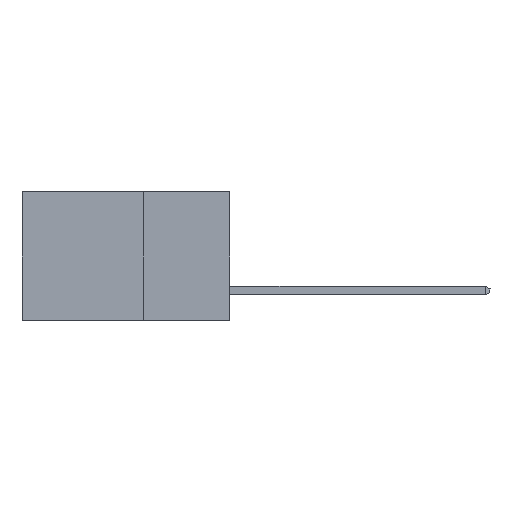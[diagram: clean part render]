
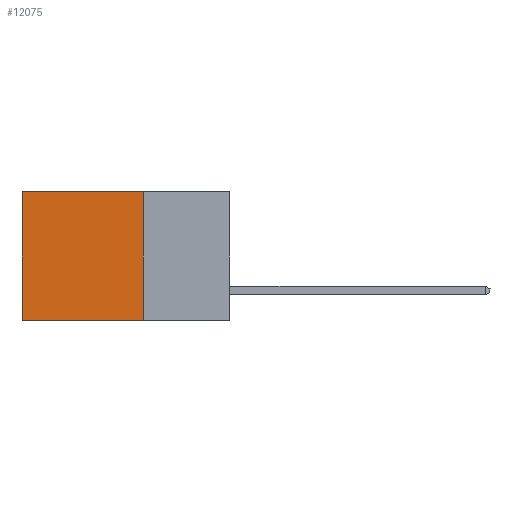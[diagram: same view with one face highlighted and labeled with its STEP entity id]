
A CAD part, left-side view. The second image highlights one B-rep face of the part: STEP entity #12075.
In plain terms, the highlighted planar face has unit normal (-1, 0, 0).
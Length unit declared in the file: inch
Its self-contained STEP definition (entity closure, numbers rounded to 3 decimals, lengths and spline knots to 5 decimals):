
#1314 = LINE ( 'NONE', #13246, #14657 ) ;
#1330 = LINE ( 'NONE', #13571, #14401 ) ;
#1355 = VERTEX_POINT ( 'NONE', #15319 ) ;
#2060 = PLANE ( 'NONE',  #13494 ) ;
#2290 = CARTESIAN_POINT ( 'NONE',  ( 0.2615, 0.6, 0. ) ) ;
#2502 = DIRECTION ( 'NONE',  ( 0., 0., -1. ) ) ;
#2506 = CARTESIAN_POINT ( 'NONE',  ( 0.2615, 0.25, -0.37 ) ) ;
#3266 = EDGE_CURVE ( 'NONE', #8889, #1355, #12889, .T. ) ;
#3316 = ORIENTED_EDGE ( 'NONE', *, *, #3266, .F. ) ;
#3317 = VERTEX_POINT ( 'NONE', #10601 ) ;
#4205 = CARTESIAN_POINT ( 'NONE',  ( 0.2615, 0.25, -0.37 ) ) ;
#5325 = EDGE_CURVE ( 'NONE', #3317, #8289, #1330, .T. ) ;
#5730 = LINE ( 'NONE', #11818, #8471 ) ;
#6641 = DIRECTION ( 'NONE',  ( 1., 0., 0. ) ) ;
#6885 = DIRECTION ( 'NONE',  ( 0., 1., 0. ) ) ;
#7550 = EDGE_CURVE ( 'NONE', #8289, #1355, #1314, .T. ) ;
#7834 = DIRECTION ( 'NONE',  ( 0., 0., -1. ) ) ;
#7986 = FACE_OUTER_BOUND ( 'NONE', #9732, .T. ) ;
#8289 = VERTEX_POINT ( 'NONE', #2290 ) ;
#8471 = VECTOR ( 'NONE', #15359, 39.37008 ) ;
#8889 = VERTEX_POINT ( 'NONE', #2506 ) ;
#9732 = EDGE_LOOP ( 'NONE', ( #11355, #3316, #10144, #10003 ) ) ;
#10003 = ORIENTED_EDGE ( 'NONE', *, *, #5325, .T. ) ;
#10144 = ORIENTED_EDGE ( 'NONE', *, *, #14308, .F. ) ;
#10601 = CARTESIAN_POINT ( 'NONE',  ( 0.2615, 0.25, 0. ) ) ;
#11355 = ORIENTED_EDGE ( 'NONE', *, *, #7550, .T. ) ;
#11818 = CARTESIAN_POINT ( 'NONE',  ( 0.2615, 0.25, -0.37 ) ) ;
#12075 = ADVANCED_FACE ( 'NONE', ( #7986 ), #2060, .F. ) ;
#12593 = VECTOR ( 'NONE', #6885, 39.37008 ) ;
#12889 = LINE ( 'NONE', #4205, #12593 ) ;
#13246 = CARTESIAN_POINT ( 'NONE',  ( 0.2615, 0.6, -0.37 ) ) ;
#13411 = DIRECTION ( 'NONE',  ( 0., 1., 0. ) ) ;
#13494 = AXIS2_PLACEMENT_3D ( 'NONE', #13829, #6641, #7834 ) ;
#13571 = CARTESIAN_POINT ( 'NONE',  ( 0.2615, 0.25, 0. ) ) ;
#13829 = CARTESIAN_POINT ( 'NONE',  ( 0.2615, 0.25, -0.37 ) ) ;
#14308 = EDGE_CURVE ( 'NONE', #3317, #8889, #5730, .T. ) ;
#14401 = VECTOR ( 'NONE', #13411, 39.37008 ) ;
#14657 = VECTOR ( 'NONE', #2502, 39.37008 ) ;
#15319 = CARTESIAN_POINT ( 'NONE',  ( 0.2615, 0.6, -0.37 ) ) ;
#15359 = DIRECTION ( 'NONE',  ( 0., 0., -1. ) ) ;
